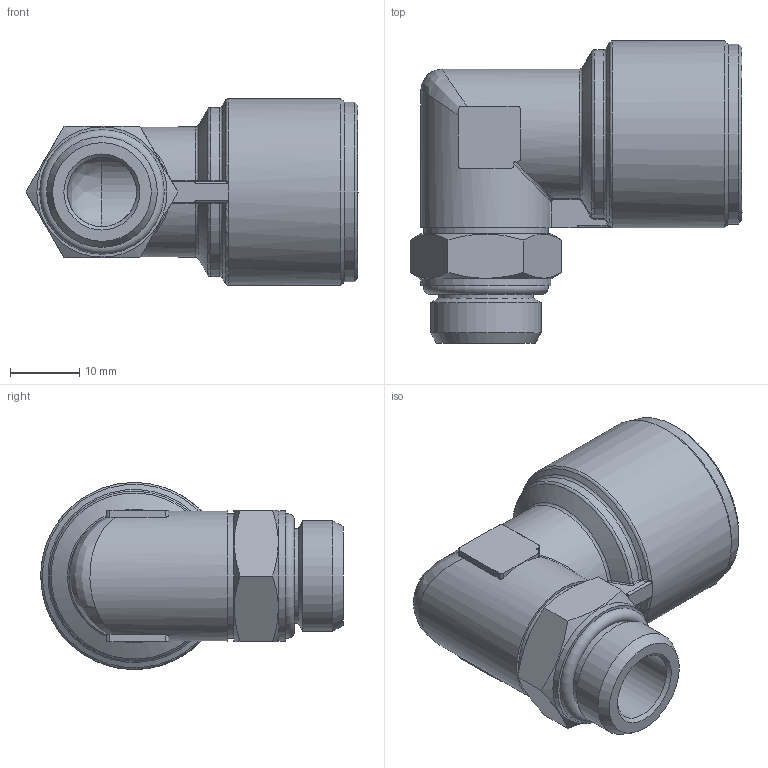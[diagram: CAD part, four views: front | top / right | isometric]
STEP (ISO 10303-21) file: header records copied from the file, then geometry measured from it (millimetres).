
FILE_DESCRIPTION(( 'MAF.16.15.M16X1.5.stp' ), '1');
FILE_NAME( 'MAF.16.15.M16X1.5.stp', '2021-02-19T15:27:10',( 'Sopra'),('sopra-pneumatic.com'), 'SwSTEP 2.0','SolidWorks 2009','' );
FILE_SCHEMA( ( 'AUTOMOTIVE_DESIGN { 1 0 10303 214 1 1 1 1 }' ) );
Length unit declared in the file: millimetre
Products named in the file (1): Rivoluzione2
Bounding box: 47.97 x 43.7 x 27 mm (x, y, z)
Volume: 16937 mm3; surface area: 9601.1 mm2
Topology: 1 solids, 1 shells, 250 faces, 652 edges, 425 vertices
Faces by surface type: plane 108, bspline 86, cylinder 38, cone 11, torus 7
Full cylindrical faces by diameter (mm): 10 x2, 11.5 x1, 11.8 x1, 13.7 x1, 15.18 x2, 16 x1, 18 x1, 18.8 x1, 22 x1, 26 x1, 27 x1
Entity records: 13583 total; most frequent: CARTESIAN_POINT 6200, ORIENTED_EDGE 1236, DIRECTION 826, EDGE_CURVE 618, VERTEX_POINT 417, LINE 318, VECTOR 318, EDGE_LOOP 298
